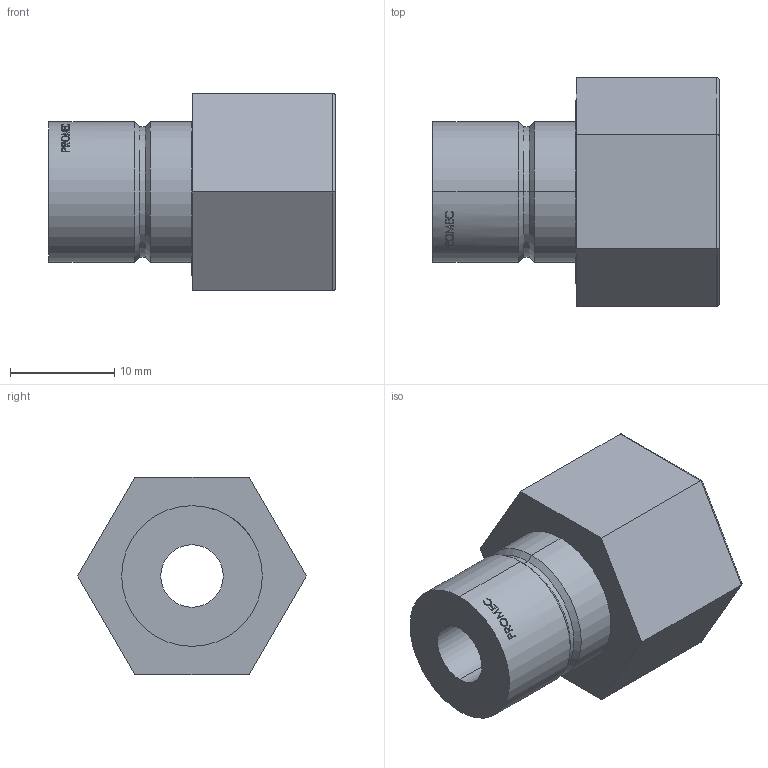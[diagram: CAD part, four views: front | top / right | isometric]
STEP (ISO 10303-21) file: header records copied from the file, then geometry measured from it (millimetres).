
FILE_DESCRIPTION (( 'STEP AP203' ), '1' );
FILE_NAME ('7c42.STEP', '2022-09-12T22:08:09', ( '' ), ( '' ), 'SwSTEP 2.0', 'SolidWorks 2019', '' );
FILE_SCHEMA (( 'CONFIG_CONTROL_DESIGN' ));
Length unit declared in the file: millimetre
Products named in the file (1): 7c42
Bounding box: 27.5 x 21.94 x 19 mm (x, y, z)
Volume: 3186.2 mm3; surface area: 3000.1 mm2
Topology: 1 solids, 1 shells, 123 faces, 310 edges, 200 vertices
Faces by surface type: plane 48, bspline 42, cylinder 29, cone 4
Entity records: 5329 total; most frequent: CARTESIAN_POINT 2676, ORIENTED_EDGE 620, DIRECTION 382, EDGE_CURVE 310, VERTEX_POINT 200, AXIS2_PLACEMENT_3D 138, B_SPLINE_CURVE_WITH_KNOTS 136, EDGE_LOOP 136
